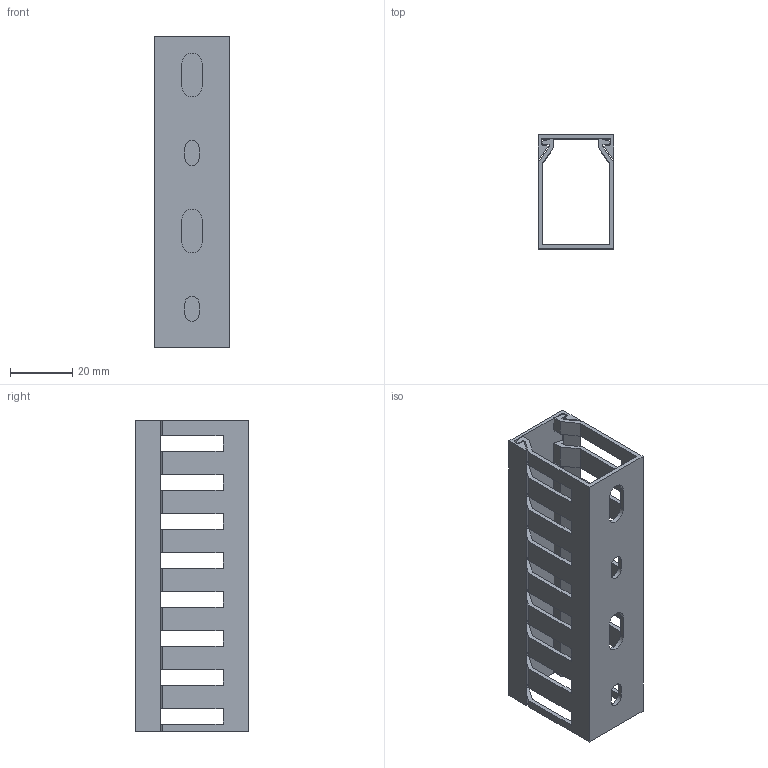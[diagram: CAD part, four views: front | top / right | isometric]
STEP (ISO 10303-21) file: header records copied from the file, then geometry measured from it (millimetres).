
FILE_DESCRIPTION((''),'2;1');
FILE_NAME('PROXY_HNG370250_ASM','2022-04-29T14:16:09',('mengess'),(''),'CREO PARAMETRIC BY PTC INC, 2021304','CREO PARAMETRIC BY PTC INC, 2021304','');
FILE_SCHEMA(('AUTOMOTIVE_DESIGN { 1 0 10303 214 1 1 1 1 }'));
Length unit declared in the file: millimetre
Products named in the file (3): PROXY_07364-M; PROXY_63049-M; PROXY_HNG370250_ASM
Assembly tree (2 placements, depth 2):
  PROXY_HNG370250_ASM
    PROXY_07364-M
    PROXY_63049-M
Bounding box: 24.3 x 36.5 x 100 mm (x, y, z)
Volume: 14836.4 mm3; surface area: 24751.6 mm2
Topology: 2 solids, 2 shells, 212 faces, 624 edges, 416 vertices
Faces by surface type: plane 184, cylinder 28
Entity records: 11172 total; most frequent: CARTESIAN_POINT 1443, DIRECTION 1355, ORIENTED_EDGE 1248, PRESENTATION_STYLE_ASSIGNMENT 654, STYLED_ITEM 654, CURVE_STYLE 653, VECTOR 630, LINE 630
